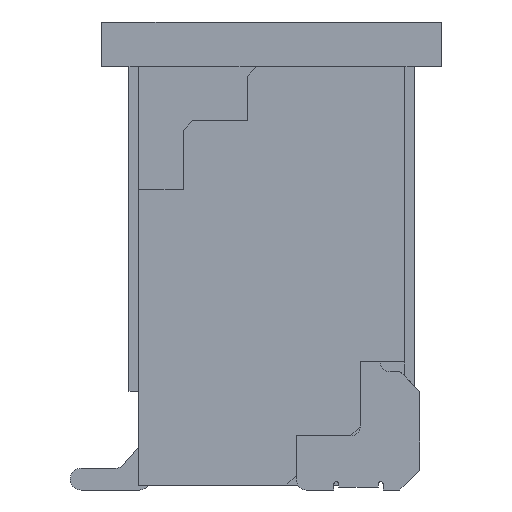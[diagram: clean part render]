
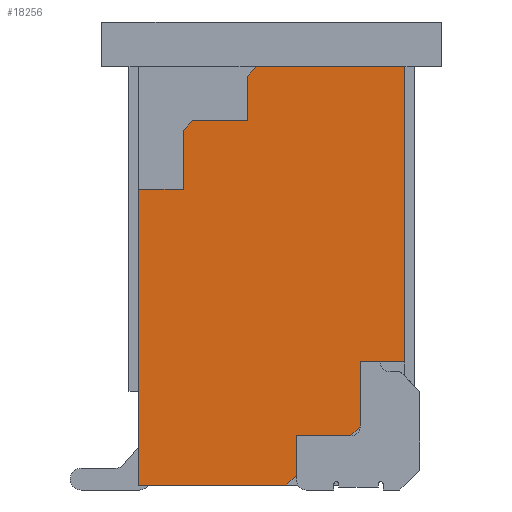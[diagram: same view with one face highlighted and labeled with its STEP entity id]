
A CAD part, front view. The second image highlights one B-rep face of the part: STEP entity #18256.
In plain terms, the highlighted face is planar.
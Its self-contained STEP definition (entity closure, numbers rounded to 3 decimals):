
#1586=ORIENTED_EDGE('',*,*,#5274,.T.);
#1587=ORIENTED_EDGE('',*,*,#4517,.T.);
#1588=ORIENTED_EDGE('',*,*,#4509,.T.);
#1589=ORIENTED_EDGE('',*,*,#5275,.T.);
#1590=ORIENTED_EDGE('',*,*,#4526,.T.);
#1591=ORIENTED_EDGE('',*,*,#5276,.T.);
#1592=ORIENTED_EDGE('',*,*,#5222,.F.);
#1593=ORIENTED_EDGE('',*,*,#4486,.F.);
#1594=ORIENTED_EDGE('',*,*,#5277,.F.);
#1595=ORIENTED_EDGE('',*,*,#5278,.F.);
#1596=ORIENTED_EDGE('',*,*,#5279,.F.);
#1597=ORIENTED_EDGE('',*,*,#5280,.F.);
#1598=ORIENTED_EDGE('',*,*,#5281,.F.);
#1599=ORIENTED_EDGE('',*,*,#5282,.F.);
#1600=ORIENTED_EDGE('',*,*,#5183,.T.);
#1601=ORIENTED_EDGE('',*,*,#5273,.F.);
#4486=EDGE_CURVE('',#6532,#6533,#7847,.T.);
#4509=EDGE_CURVE('',#6556,#6555,#7867,.T.);
#4517=EDGE_CURVE('',#6562,#6556,#7875,.T.);
#4526=EDGE_CURVE('',#6571,#6570,#7884,.T.);
#5183=EDGE_CURVE('',#7038,#7037,#8540,.T.);
#5222=EDGE_CURVE('',#6533,#7057,#8579,.T.);
#5273=EDGE_CURVE('',#7088,#7037,#8629,.T.);
#5274=EDGE_CURVE('',#7088,#6562,#8630,.T.);
#5275=EDGE_CURVE('',#6555,#6571,#8631,.T.);
#5276=EDGE_CURVE('',#6570,#7057,#8632,.T.);
#5277=EDGE_CURVE('',#7089,#6532,#8633,.T.);
#5278=EDGE_CURVE('',#7090,#7089,#8634,.T.);
#5279=EDGE_CURVE('',#7091,#7090,#8635,.T.);
#5280=EDGE_CURVE('',#7092,#7091,#8636,.T.);
#5281=EDGE_CURVE('',#7093,#7092,#8637,.T.);
#5282=EDGE_CURVE('',#7038,#7093,#8638,.T.);
#6532=VERTEX_POINT('',#23365);
#6533=VERTEX_POINT('',#23367);
#6555=VERTEX_POINT('',#23416);
#6556=VERTEX_POINT('',#23418);
#6562=VERTEX_POINT('',#23433);
#6570=VERTEX_POINT('',#23450);
#6571=VERTEX_POINT('',#23452);
#7037=VERTEX_POINT('',#24703);
#7038=VERTEX_POINT('',#24705);
#7057=VERTEX_POINT('',#24774);
#7088=VERTEX_POINT('',#24866);
#7089=VERTEX_POINT('',#24873);
#7090=VERTEX_POINT('',#24875);
#7091=VERTEX_POINT('',#24877);
#7092=VERTEX_POINT('',#24879);
#7093=VERTEX_POINT('',#24881);
#7847=LINE('',#23366,#9691);
#7867=LINE('',#23417,#9711);
#7875=LINE('',#23432,#9719);
#7884=LINE('',#23451,#9728);
#8540=LINE('',#24704,#10384);
#8579=LINE('',#24773,#10423);
#8629=LINE('',#24867,#10473);
#8630=LINE('',#24869,#10474);
#8631=LINE('',#24870,#10475);
#8632=LINE('',#24871,#10476);
#8633=LINE('',#24872,#10477);
#8634=LINE('',#24874,#10478);
#8635=LINE('',#24876,#10479);
#8636=LINE('',#24878,#10480);
#8637=LINE('',#24880,#10481);
#8638=LINE('',#24882,#10482);
#9691=VECTOR('',#19729,1000.);
#9711=VECTOR('',#19765,1000.);
#9719=VECTOR('',#19775,1000.);
#9728=VECTOR('',#19786,1000.);
#10384=VECTOR('',#20702,1000.);
#10423=VECTOR('',#20763,1000.);
#10473=VECTOR('',#20837,1000.);
#10474=VECTOR('',#20840,1000.);
#10475=VECTOR('',#20841,1000.);
#10476=VECTOR('',#20842,1000.);
#10477=VECTOR('',#20843,1000.);
#10478=VECTOR('',#20844,1000.);
#10479=VECTOR('',#20845,1000.);
#10480=VECTOR('',#20846,1000.);
#10481=VECTOR('',#20847,1000.);
#10482=VECTOR('',#20848,1000.);
#11642=EDGE_LOOP('',(#1586,#1587,#1588,#1589,#1590,#1591,#1592,#1593,#1594,
#1595,#1596,#1597,#1598,#1599,#1600,#1601));
#12330=FACE_BOUND('',#11642,.T.);
#13018=PLANE('',#18938);
#18256=ADVANCED_FACE('',(#12330),#13018,.F.);
#18938=AXIS2_PLACEMENT_3D('',#24868,#20838,#20839);
#19729=DIRECTION('',(0.,0.,1.));
#19765=DIRECTION('',(0.,0.,1.));
#19775=DIRECTION('',(0.,-1.,0.));
#19786=DIRECTION('',(0.,-1.,0.));
#20702=DIRECTION('',(0.,1.,0.));
#20763=DIRECTION('',(0.,1.,0.));
#20837=DIRECTION('',(0.,0.,-1.));
#20838=DIRECTION('',(-1.,0.,0.));
#20839=DIRECTION('',(0.,0.,1.));
#20840=DIRECTION('',(0.,-0.707,0.707));
#20841=DIRECTION('',(0.,-0.707,0.707));
#20842=DIRECTION('',(0.,0.,1.));
#20843=DIRECTION('',(0.,-0.707,0.707));
#20844=DIRECTION('',(0.,-1.,0.));
#20845=DIRECTION('',(0.,0.,1.));
#20846=DIRECTION('',(0.,-0.707,0.707));
#20847=DIRECTION('',(0.,-1.,0.));
#20848=DIRECTION('',(0.,0.,1.));
#23365=CARTESIAN_POINT('',(6.,-2.125,-0.15));
#23366=CARTESIAN_POINT('',(6.,-2.125,-1.45));
#23367=CARTESIAN_POINT('',(6.,-2.125,1.35));
#23416=CARTESIAN_POINT('',(6.,1.625,0.8));
#23417=CARTESIAN_POINT('',(6.,1.625,0.25));
#23418=CARTESIAN_POINT('',(6.,1.625,0.25));
#23432=CARTESIAN_POINT('',(6.,2.025,0.25));
#23433=CARTESIAN_POINT('',(6.,2.025,0.25));
#23450=CARTESIAN_POINT('',(6.,0.875,0.9));
#23451=CARTESIAN_POINT('',(6.,1.525,0.9));
#23452=CARTESIAN_POINT('',(6.,1.525,0.9));
#24703=CARTESIAN_POINT('',(6.,2.125,-1.35));
#24704=CARTESIAN_POINT('',(6.,-2.125,-1.35));
#24705=CARTESIAN_POINT('',(6.,-0.875,-1.35));
#24773=CARTESIAN_POINT('',(6.,-2.125,1.35));
#24774=CARTESIAN_POINT('',(6.,0.875,1.35));
#24866=CARTESIAN_POINT('',(6.,2.125,0.15));
#24867=CARTESIAN_POINT('',(6.,2.125,1.45));
#24868=CARTESIAN_POINT('',(6.,0.,0.));
#24869=CARTESIAN_POINT('',(6.,2.125,0.15));
#24870=CARTESIAN_POINT('',(6.,1.625,0.8));
#24871=CARTESIAN_POINT('',(6.,0.875,0.9));
#24872=CARTESIAN_POINT('',(6.,-2.025,-0.25));
#24873=CARTESIAN_POINT('',(6.,-2.025,-0.25));
#24874=CARTESIAN_POINT('',(6.,-1.575,-0.25));
#24875=CARTESIAN_POINT('',(6.,-1.575,-0.25));
#24876=CARTESIAN_POINT('',(6.,-1.575,-0.8));
#24877=CARTESIAN_POINT('',(6.,-1.575,-0.8));
#24878=CARTESIAN_POINT('',(6.,-1.475,-0.9));
#24879=CARTESIAN_POINT('',(6.,-1.475,-0.9));
#24880=CARTESIAN_POINT('',(6.,-0.875,-0.9));
#24881=CARTESIAN_POINT('',(6.,-0.875,-0.9));
#24882=CARTESIAN_POINT('',(6.,-0.875,-1.35));
